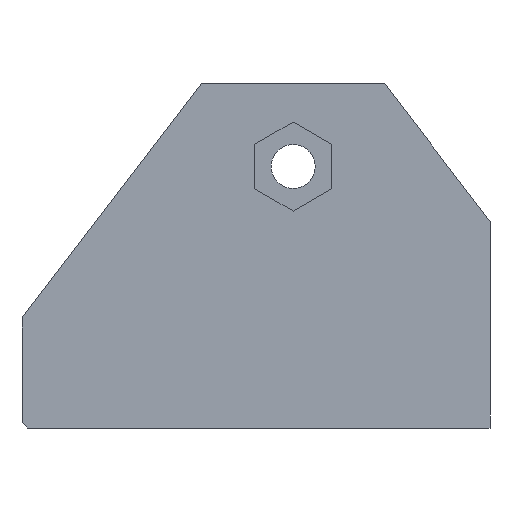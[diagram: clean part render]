
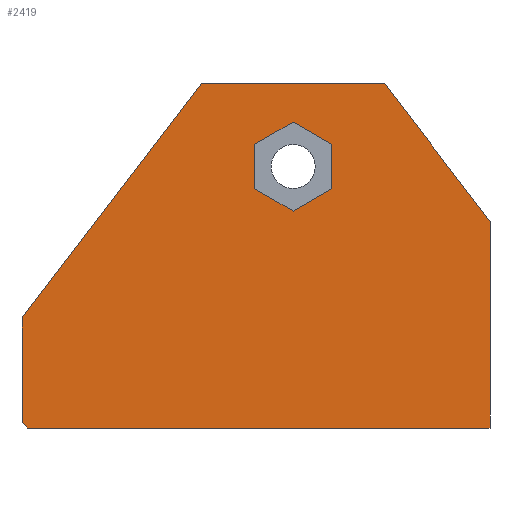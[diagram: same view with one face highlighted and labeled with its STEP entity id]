
A CAD part, left-side view. The second image highlights one B-rep face of the part: STEP entity #2419.
In plain terms, the highlighted planar face has unit normal (-1, 0, 0).
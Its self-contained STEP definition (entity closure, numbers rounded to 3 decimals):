
#60=FACE_BOUND('',#405,.T.);
#109=PLANE('',#2607);
#252=FACE_OUTER_BOUND('',#404,.T.);
#404=EDGE_LOOP('',(#1979,#1980,#1981,#1982,#1983,#1984,#1985));
#405=EDGE_LOOP('',(#1986,#1987,#1988,#1989,#1990,#1991));
#499=LINE('',#3321,#801);
#609=LINE('',#3705,#911);
#623=LINE('',#3732,#925);
#626=LINE('',#3738,#928);
#629=LINE('',#3744,#931);
#632=LINE('',#3750,#934);
#634=LINE('',#3753,#936);
#635=LINE('',#3756,#937);
#636=LINE('',#3758,#938);
#637=LINE('',#3760,#939);
#638=LINE('',#3762,#940);
#639=LINE('',#3764,#941);
#640=LINE('',#3765,#942);
#801=VECTOR('',#2704,1000.);
#911=VECTOR('',#2934,1000.);
#925=VECTOR('',#2956,1000.);
#928=VECTOR('',#2961,1000.);
#931=VECTOR('',#2966,1000.);
#934=VECTOR('',#2971,1000.);
#936=VECTOR('',#2975,1000.);
#937=VECTOR('',#2976,1000.);
#938=VECTOR('',#2977,1000.);
#939=VECTOR('',#2978,1000.);
#940=VECTOR('',#2979,1000.);
#941=VECTOR('',#2980,1000.);
#942=VECTOR('',#2981,1000.);
#1125=VERTEX_POINT('',#3319);
#1126=VERTEX_POINT('',#3320);
#1228=VERTEX_POINT('',#3703);
#1237=VERTEX_POINT('',#3730);
#1239=VERTEX_POINT('',#3736);
#1241=VERTEX_POINT('',#3742);
#1243=VERTEX_POINT('',#3748);
#1244=VERTEX_POINT('',#3754);
#1245=VERTEX_POINT('',#3755);
#1246=VERTEX_POINT('',#3757);
#1247=VERTEX_POINT('',#3759);
#1248=VERTEX_POINT('',#3761);
#1249=VERTEX_POINT('',#3763);
#1351=EDGE_CURVE('',#1125,#1126,#499,.T.);
#1494=EDGE_CURVE('',#1126,#1228,#609,.T.);
#1508=EDGE_CURVE('',#1228,#1237,#623,.T.);
#1511=EDGE_CURVE('',#1237,#1239,#626,.T.);
#1514=EDGE_CURVE('',#1239,#1241,#629,.T.);
#1517=EDGE_CURVE('',#1241,#1243,#632,.T.);
#1519=EDGE_CURVE('',#1243,#1125,#634,.T.);
#1520=EDGE_CURVE('',#1244,#1245,#635,.T.);
#1521=EDGE_CURVE('',#1246,#1244,#636,.T.);
#1522=EDGE_CURVE('',#1247,#1246,#637,.T.);
#1523=EDGE_CURVE('',#1248,#1247,#638,.T.);
#1524=EDGE_CURVE('',#1249,#1248,#639,.T.);
#1525=EDGE_CURVE('',#1245,#1249,#640,.T.);
#1979=ORIENTED_EDGE('',*,*,#1517,.T.);
#1980=ORIENTED_EDGE('',*,*,#1519,.T.);
#1981=ORIENTED_EDGE('',*,*,#1351,.T.);
#1982=ORIENTED_EDGE('',*,*,#1494,.T.);
#1983=ORIENTED_EDGE('',*,*,#1508,.T.);
#1984=ORIENTED_EDGE('',*,*,#1511,.T.);
#1985=ORIENTED_EDGE('',*,*,#1514,.T.);
#1986=ORIENTED_EDGE('',*,*,#1520,.F.);
#1987=ORIENTED_EDGE('',*,*,#1521,.F.);
#1988=ORIENTED_EDGE('',*,*,#1522,.F.);
#1989=ORIENTED_EDGE('',*,*,#1523,.F.);
#1990=ORIENTED_EDGE('',*,*,#1524,.F.);
#1991=ORIENTED_EDGE('',*,*,#1525,.F.);
#2419=ADVANCED_FACE('',(#252,#60),#109,.T.);
#2607=AXIS2_PLACEMENT_3D('',#3752,#2973,#2974);
#2704=DIRECTION('',(0.,-1.,0.));
#2934=DIRECTION('',(0.,0.,1.));
#2956=DIRECTION('',(0.,0.609,0.793));
#2961=DIRECTION('',(0.,1.,0.));
#2966=DIRECTION('',(0.,0.609,-0.793));
#2971=DIRECTION('',(0.,0.,-1.));
#2973=DIRECTION('center_axis',(-1.,0.,0.));
#2974=DIRECTION('ref_axis',(0.,0.,1.));
#2975=DIRECTION('',(0.,-0.707,-0.707));
#2976=DIRECTION('',(0.,-0.866,-0.5));
#2977=DIRECTION('',(0.,0.,-1.));
#2978=DIRECTION('',(0.,0.866,-0.5));
#2979=DIRECTION('',(0.,0.866,0.5));
#2980=DIRECTION('',(0.,0.,1.));
#2981=DIRECTION('',(0.,-0.866,0.5));
#3319=CARTESIAN_POINT('',(-11.5,19.3,-19.));
#3320=CARTESIAN_POINT('',(-11.5,-14.3,-19.));
#3321=CARTESIAN_POINT('',(-11.5,19.7,-19.));
#3703=CARTESIAN_POINT('',(-11.5,-14.3,-3.963));
#3705=CARTESIAN_POINT('',(-11.5,-14.3,-19.));
#3730=CARTESIAN_POINT('',(-11.5,-6.655,6.));
#3732=CARTESIAN_POINT('',(-11.5,-6.655,6.));
#3736=CARTESIAN_POINT('',(-11.5,6.655,6.));
#3738=CARTESIAN_POINT('',(-11.5,6.655,6.));
#3742=CARTESIAN_POINT('',(-11.5,19.7,-11.));
#3744=CARTESIAN_POINT('',(-11.5,19.7,-11.));
#3748=CARTESIAN_POINT('',(-11.5,19.7,-18.6));
#3750=CARTESIAN_POINT('',(-11.5,19.7,-19.));
#3752=CARTESIAN_POINT('Origin',(-11.5,0.,0.));
#3753=CARTESIAN_POINT('',(-11.5,19.15,-19.15));
#3754=CARTESIAN_POINT('',(-11.5,2.8,-1.617));
#3755=CARTESIAN_POINT('',(-11.5,0.,-3.233));
#3756=CARTESIAN_POINT('',(-11.5,2.8,-1.617));
#3757=CARTESIAN_POINT('',(-11.5,2.8,1.617));
#3758=CARTESIAN_POINT('',(-11.5,2.8,1.617));
#3759=CARTESIAN_POINT('',(-11.5,0.,3.233));
#3760=CARTESIAN_POINT('',(-11.5,0.,3.233));
#3761=CARTESIAN_POINT('',(-11.5,-2.8,1.617));
#3762=CARTESIAN_POINT('',(-11.5,-2.8,1.617));
#3763=CARTESIAN_POINT('',(-11.5,-2.8,-1.617));
#3764=CARTESIAN_POINT('',(-11.5,-2.8,-1.617));
#3765=CARTESIAN_POINT('',(-11.5,0.,-3.233));
